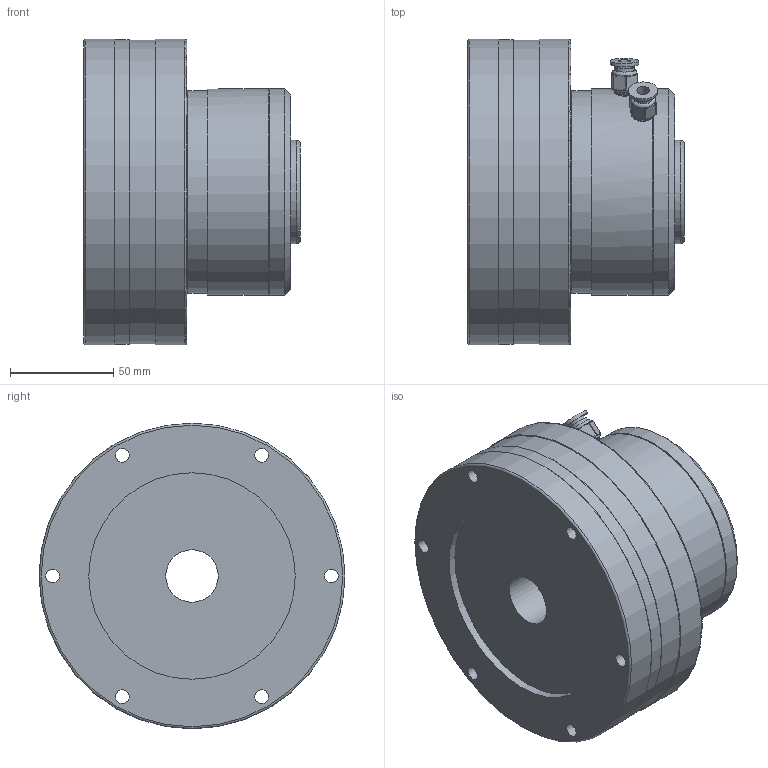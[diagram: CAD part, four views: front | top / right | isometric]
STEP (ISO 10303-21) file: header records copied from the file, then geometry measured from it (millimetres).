
FILE_DESCRIPTION (( 'STEP AP214' ), '1' );
FILE_NAME ('JAC-20.STEP', '2024-03-05T08:29:16', ( '' ), ( '' ), 'SwSTEP 2.0', 'SolidWorks 2023', '' );
FILE_SCHEMA (( 'AUTOMOTIVE_DESIGN' ));
Length unit declared in the file: millimetre
Products named in the file (1): JAC-20
Bounding box: 105.02 x 148 x 148 mm (x, y, z)
Volume: 1158633.9 mm3; surface area: 125756.2 mm2
Topology: 4 solids, 4 shells, 294 faces, 713 edges, 376 vertices
Faces by surface type: cylinder 102, plane 80, bspline 60, sphere 24, cone 20, torus 8
Full cylindrical faces by diameter (mm): 2.5 x8, 6 x2, 6.6 x6, 8 x2, 8.5 x2, 9.5 x2, 11 x6, 25.45 x1, 50 x1, 70 x1, 70.5 x1, 98 x1, 100 x3, 147.004 x1, 147.502 x1, 148 x2
Entity records: 17088 total; most frequent: CARTESIAN_POINT 8025, DIRECTION 1226, ORIENTED_EDGE 1088, EDGE_CURVE 544, AXIS2_PLACEMENT_3D 530, EDGE_LOOP 403, FACE_OUTER_BOUND 346, VERTEX_POINT 343
